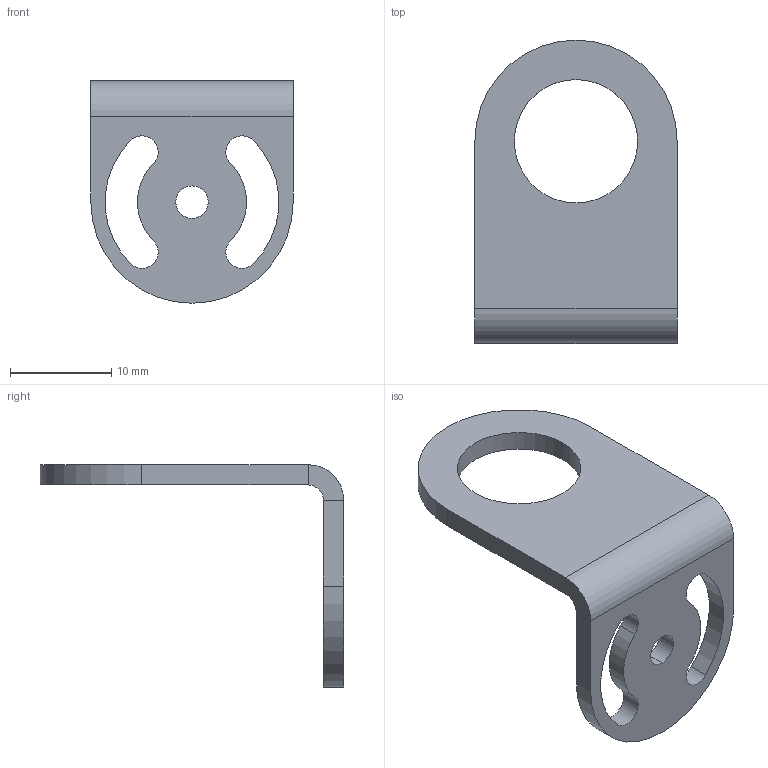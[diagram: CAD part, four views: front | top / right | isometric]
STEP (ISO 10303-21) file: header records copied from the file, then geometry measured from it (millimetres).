
FILE_DESCRIPTION (( 'STEP AP214' ), '1' );
FILE_NAME ('ACCTFB.STEP', '2007-08-10T12:40:19', ( 'ab' ), ( '' ), 'SwSTEP 2.0', 'SolidWorks 2007', '' );
FILE_SCHEMA (( 'AUTOMOTIVE_DESIGN' ));
Length unit declared in the file: millimetre
Products named in the file (1): ACCTFB
Bounding box: 20 x 30 x 22 mm (x, y, z)
Volume: 1362.6 mm3; surface area: 1828.9 mm2
Topology: 1 solids, 1 shells, 30 faces, 76 edges, 48 vertices
Faces by surface type: cylinder 20, plane 10
Entity records: 955 total; most frequent: DIRECTION 178, CARTESIAN_POINT 155, ORIENTED_EDGE 152, EDGE_CURVE 76, AXIS2_PLACEMENT_3D 71, VERTEX_POINT 48, CIRCLE 40, EDGE_LOOP 38
